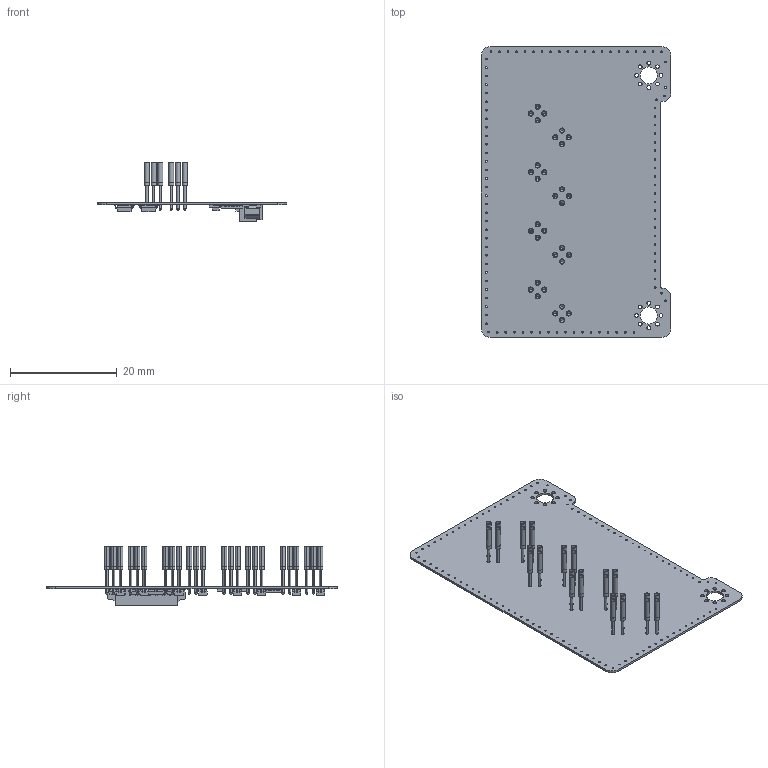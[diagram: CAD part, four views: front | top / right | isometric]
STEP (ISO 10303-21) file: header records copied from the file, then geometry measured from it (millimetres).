
FILE_DESCRIPTION(('Open CASCADE Model'),'2;1');
FILE_NAME('Open CASCADE Shape Model','2025-02-21T11:23:17',('Author'),( 'Open CASCADE'),'Open CASCADE STEP processor 7.5','Open CASCADE 7.5' ,'Unknown');
FILE_SCHEMA(('AUTOMOTIVE_DESIGN { 1 0 10303 214 1 1 1 1 }'));
Length unit declared in the file: millimetre
Products named in the file (40): PCB; Board; Open CASCADE STEP translator 7.5 3.1.1; D8; User Library-SOD-123; D7; D6; D5; D4; D3; D2; D1; LD8; mill-max-0461-2-15-01-21-XX-04-0; LD7; LD6; LD5; LD4; LD3; LD2; LD1; R2; User Library-SMD RESISTOR-1 (3); C2; User Library-0603 SMD Capacitor; C1; U1; 7689710816; J1; 532610871; R6; TVS1; SW3DPS-SOT-23-DEFAULT; TVS2; TVS3; TVS4; R5; R4; R3; R1
Assembly tree (86 placements, depth 3):
  PCB
    Board
      Open CASCADE STEP translator 7.5 3.1.1
    D8
      User Library-SOD-123
    D7
      User Library-SOD-123
    D6
      User Library-SOD-123
    D5
      User Library-SOD-123
    D4
      User Library-SOD-123
    D3
      User Library-SOD-123
    D2
      User Library-SOD-123
    D1
      User Library-SOD-123
    LD8
      mill-max-0461-2-15-01-21-XX-04-0  x4
    LD7
      mill-max-0461-2-15-01-21-XX-04-0  x4
    LD6
      mill-max-0461-2-15-01-21-XX-04-0  x4
    LD5
      mill-max-0461-2-15-01-21-XX-04-0  x4
    LD4
      mill-max-0461-2-15-01-21-XX-04-0  x4
    LD3
      mill-max-0461-2-15-01-21-XX-04-0  x4
    LD2
      mill-max-0461-2-15-01-21-XX-04-0  x4
    LD1
      mill-max-0461-2-15-01-21-XX-04-0  x4
    R2
      User Library-SMD RESISTOR-1 (3)
    C2
      User Library-0603 SMD Capacitor
    C1
      User Library-0603 SMD Capacitor
    U1
      7689710816
    J1
      532610871
    R6
      User Library-SMD RESISTOR-1 (3)
    TVS1
      SW3DPS-SOT-23-DEFAULT
    TVS2
      SW3DPS-SOT-23-DEFAULT
    TVS3
      SW3DPS-SOT-23-DEFAULT
    TVS4
      SW3DPS-SOT-23-DEFAULT
    R5
      User Library-SMD RESISTOR-1 (3)
    R4
      User Library-SMD RESISTOR-1 (3)
    R3
Bounding box: 35.5 x 54.5 x 11.23 mm (x, y, z)
Volume: 981.1 mm3; surface area: 5507.9 mm2
Topology: 99 solids, 99 shells, 2485 faces, 7175 edges, 5062 vertices
Faces by surface type: plane 1451, cylinder 518, bspline 372, sphere 80, cone 64
Full cylindrical faces by diameter (mm): 0.197 x1, 0.3 x99, 0.6 x32, 0.7 x16, 3.2 x2
Entity records: 39631 total; most frequent: CARTESIAN_POINT 11343, ORIENTED_EDGE 5044, DIRECTION 4590, EDGE_CURVE 2522, LINE 1876, VECTOR 1876, VERTEX_POINT 1715, AXIS2_PLACEMENT_3D 1357
